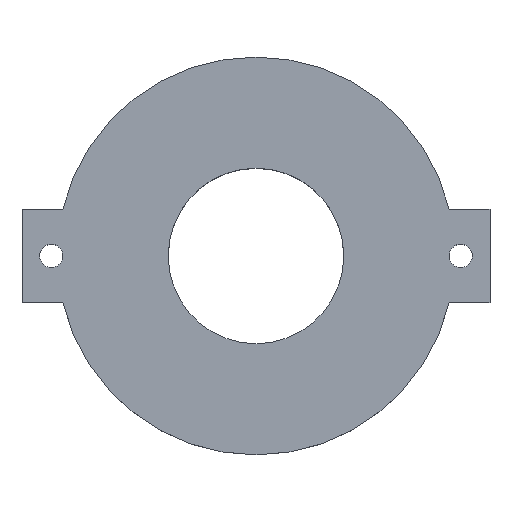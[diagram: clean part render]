
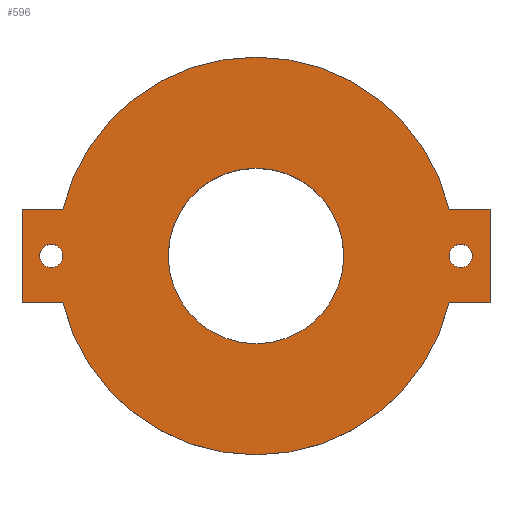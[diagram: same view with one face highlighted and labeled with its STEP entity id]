
A CAD part, top view. The second image highlights one B-rep face of the part: STEP entity #596.
In plain terms, the highlighted planar face has unit normal (0, 0, 1).
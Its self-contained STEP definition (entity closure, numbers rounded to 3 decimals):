
#7 = DIRECTION ( 'NONE',  ( 0., 0., 1. ) ) ;
#10 = CARTESIAN_POINT ( 'NONE',  ( -20., 4., 9. ) ) ;
#11 = AXIS2_PLACEMENT_3D ( 'NONE', #95, #86, #466 ) ;
#16 = CARTESIAN_POINT ( 'NONE',  ( -16.5, 0., 9. ) ) ;
#18 = EDGE_CURVE ( 'NONE', #559, #538, #284, .T. ) ;
#23 = ORIENTED_EDGE ( 'NONE', *, *, #586, .T. ) ;
#24 = PLANE ( 'NONE',  #617 ) ;
#29 = CARTESIAN_POINT ( 'NONE',  ( 0., 0., 9. ) ) ;
#35 = EDGE_LOOP ( 'NONE', ( #516, #405 ) ) ;
#41 = DIRECTION ( 'NONE',  ( 0., 1., 0. ) ) ;
#45 = ORIENTED_EDGE ( 'NONE', *, *, #185, .T. ) ;
#65 = VERTEX_POINT ( 'NONE', #16 ) ;
#66 = FACE_BOUND ( 'NONE', #304, .T. ) ;
#86 = DIRECTION ( 'NONE',  ( 0., 0., 1. ) ) ;
#87 = VECTOR ( 'NONE', #235, 1000. ) ;
#95 = CARTESIAN_POINT ( 'NONE',  ( 0., 0., 9. ) ) ;
#100 = EDGE_CURVE ( 'NONE', #669, #570, #231, .T. ) ;
#103 = VECTOR ( 'NONE', #300, 1000. ) ;
#114 = AXIS2_PLACEMENT_3D ( 'NONE', #200, #407, #618 ) ;
#124 = CARTESIAN_POINT ( 'NONE',  ( 18.5, 0., 9. ) ) ;
#125 = CIRCLE ( 'NONE', #199, 1. ) ;
#130 = EDGE_CURVE ( 'NONE', #509, #168, #494, .T. ) ;
#133 = CARTESIAN_POINT ( 'NONE',  ( -16.523, 4., 9. ) ) ;
#136 = AXIS2_PLACEMENT_3D ( 'NONE', #548, #653, #390 ) ;
#144 = EDGE_CURVE ( 'NONE', #570, #669, #125, .T. ) ;
#145 = LINE ( 'NONE', #561, #103 ) ;
#152 = CARTESIAN_POINT ( 'NONE',  ( 7.5, 0., 9. ) ) ;
#153 = EDGE_CURVE ( 'NONE', #512, #538, #484, .T. ) ;
#157 = DIRECTION ( 'NONE',  ( 1., 0., 0. ) ) ;
#161 = ORIENTED_EDGE ( 'NONE', *, *, #100, .F. ) ;
#166 = CARTESIAN_POINT ( 'NONE',  ( -20., -4., 9. ) ) ;
#168 = VERTEX_POINT ( 'NONE', #664 ) ;
#184 = CARTESIAN_POINT ( 'NONE',  ( 0., 4., 9. ) ) ;
#185 = EDGE_CURVE ( 'NONE', #383, #541, #557, .T. ) ;
#192 = CARTESIAN_POINT ( 'NONE',  ( -18.5, 0., 9. ) ) ;
#197 = ORIENTED_EDGE ( 'NONE', *, *, #513, .F. ) ;
#199 = AXIS2_PLACEMENT_3D ( 'NONE', #254, #244, #416 ) ;
#200 = CARTESIAN_POINT ( 'NONE',  ( -17.5, 0., 9. ) ) ;
#207 = CARTESIAN_POINT ( 'NONE',  ( 17.5, 0., 9. ) ) ;
#210 = VERTEX_POINT ( 'NONE', #241 ) ;
#220 = AXIS2_PLACEMENT_3D ( 'NONE', #532, #420, #261 ) ;
#231 = CIRCLE ( 'NONE', #441, 1. ) ;
#235 = DIRECTION ( 'NONE',  ( 1., 0., 0. ) ) ;
#241 = CARTESIAN_POINT ( 'NONE',  ( 16.523, -4., 9. ) ) ;
#243 = VERTEX_POINT ( 'NONE', #192 ) ;
#244 = DIRECTION ( 'NONE',  ( 0., 0., 1. ) ) ;
#250 = EDGE_CURVE ( 'NONE', #243, #65, #675, .T. ) ;
#251 = ORIENTED_EDGE ( 'NONE', *, *, #250, .T. ) ;
#254 = CARTESIAN_POINT ( 'NONE',  ( 17.5, 0., 9. ) ) ;
#261 = DIRECTION ( 'NONE',  ( -1., 0., 0. ) ) ;
#266 = EDGE_LOOP ( 'NONE', ( #161, #328 ) ) ;
#284 = LINE ( 'NONE', #491, #87 ) ;
#286 = CIRCLE ( 'NONE', #374, 7.5 ) ;
#297 = DIRECTION ( 'NONE',  ( 1., 0., 0. ) ) ;
#298 = CARTESIAN_POINT ( 'NONE',  ( 16.5, 0., 9. ) ) ;
#300 = DIRECTION ( 'NONE',  ( -1., 0., 0. ) ) ;
#302 = DIRECTION ( 'NONE',  ( -1., 0., 0. ) ) ;
#304 = EDGE_LOOP ( 'NONE', ( #251, #362 ) ) ;
#306 = ORIENTED_EDGE ( 'NONE', *, *, #556, .T. ) ;
#308 = ORIENTED_EDGE ( 'NONE', *, *, #18, .F. ) ;
#311 = VERTEX_POINT ( 'NONE', #470 ) ;
#328 = ORIENTED_EDGE ( 'NONE', *, *, #144, .F. ) ;
#329 = FACE_OUTER_BOUND ( 'NONE', #337, .T. ) ;
#331 = DIRECTION ( 'NONE',  ( 1., 0., 0. ) ) ;
#335 = CARTESIAN_POINT ( 'NONE',  ( 20., 0., 9. ) ) ;
#337 = EDGE_LOOP ( 'NONE', ( #23, #197, #438, #306, #400, #308, #609, #45 ) ) ;
#346 = DIRECTION ( 'NONE',  ( 0., 0., 1. ) ) ;
#359 = CARTESIAN_POINT ( 'NONE',  ( 16.523, 4., 9. ) ) ;
#362 = ORIENTED_EDGE ( 'NONE', *, *, #372, .T. ) ;
#372 = EDGE_CURVE ( 'NONE', #65, #243, #517, .T. ) ;
#374 = AXIS2_PLACEMENT_3D ( 'NONE', #526, #7, #537 ) ;
#378 = CARTESIAN_POINT ( 'NONE',  ( 20., -4., 9. ) ) ;
#380 = DIRECTION ( 'NONE',  ( 0., 1., 0. ) ) ;
#383 = VERTEX_POINT ( 'NONE', #166 ) ;
#390 = DIRECTION ( 'NONE',  ( 1., 0., 0. ) ) ;
#393 = EDGE_CURVE ( 'NONE', #168, #509, #286, .T. ) ;
#400 = ORIENTED_EDGE ( 'NONE', *, *, #153, .T. ) ;
#405 = ORIENTED_EDGE ( 'NONE', *, *, #130, .F. ) ;
#407 = DIRECTION ( 'NONE',  ( 0., 0., -1. ) ) ;
#416 = DIRECTION ( 'NONE',  ( -1., 0., 0. ) ) ;
#420 = DIRECTION ( 'NONE',  ( 0., 0., -1. ) ) ;
#422 = VERTEX_POINT ( 'NONE', #378 ) ;
#433 = FACE_BOUND ( 'NONE', #35, .T. ) ;
#438 = ORIENTED_EDGE ( 'NONE', *, *, #565, .T. ) ;
#439 = LINE ( 'NONE', #335, #531 ) ;
#441 = AXIS2_PLACEMENT_3D ( 'NONE', #207, #452, #302 ) ;
#442 = DIRECTION ( 'NONE',  ( -1., 0., 0. ) ) ;
#444 = FACE_BOUND ( 'NONE', #266, .T. ) ;
#452 = DIRECTION ( 'NONE',  ( 0., 0., 1. ) ) ;
#461 = VECTOR ( 'NONE', #442, 1000. ) ;
#464 = EDGE_CURVE ( 'NONE', #383, #559, #624, .T. ) ;
#466 = DIRECTION ( 'NONE',  ( 1., 0., 0. ) ) ;
#470 = CARTESIAN_POINT ( 'NONE',  ( 20., 4., 9. ) ) ;
#482 = LINE ( 'NONE', #184, #461 ) ;
#484 = CIRCLE ( 'NONE', #11, 17. ) ;
#489 = CARTESIAN_POINT ( 'NONE',  ( 0., 0., 9. ) ) ;
#491 = CARTESIAN_POINT ( 'NONE',  ( 0., 4., 9. ) ) ;
#494 = CIRCLE ( 'NONE', #667, 7.5 ) ;
#495 = CARTESIAN_POINT ( 'NONE',  ( -16.523, -4., 9. ) ) ;
#509 = VERTEX_POINT ( 'NONE', #152 ) ;
#512 = VERTEX_POINT ( 'NONE', #359 ) ;
#513 = EDGE_CURVE ( 'NONE', #422, #210, #145, .T. ) ;
#516 = ORIENTED_EDGE ( 'NONE', *, *, #393, .F. ) ;
#517 = CIRCLE ( 'NONE', #220, 1. ) ;
#526 = CARTESIAN_POINT ( 'NONE',  ( 0., 0., 9. ) ) ;
#531 = VECTOR ( 'NONE', #380, 1000. ) ;
#532 = CARTESIAN_POINT ( 'NONE',  ( -17.5, 0., 9. ) ) ;
#537 = DIRECTION ( 'NONE',  ( 1., 0., 0. ) ) ;
#538 = VERTEX_POINT ( 'NONE', #133 ) ;
#541 = VERTEX_POINT ( 'NONE', #495 ) ;
#548 = CARTESIAN_POINT ( 'NONE',  ( 0., 0., 9. ) ) ;
#556 = EDGE_CURVE ( 'NONE', #311, #512, #482, .T. ) ;
#557 = LINE ( 'NONE', #660, #615 ) ;
#559 = VERTEX_POINT ( 'NONE', #10 ) ;
#561 = CARTESIAN_POINT ( 'NONE',  ( 0., -4., 9. ) ) ;
#565 = EDGE_CURVE ( 'NONE', #422, #311, #439, .T. ) ;
#570 = VERTEX_POINT ( 'NONE', #124 ) ;
#573 = CIRCLE ( 'NONE', #136, 17. ) ;
#583 = VECTOR ( 'NONE', #41, 1000. ) ;
#586 = EDGE_CURVE ( 'NONE', #541, #210, #573, .T. ) ;
#595 = DIRECTION ( 'NONE',  ( 0., 0., 1. ) ) ;
#596 = ADVANCED_FACE ( 'NONE', ( #66, #329, #433, #444 ), #24, .T. ) ;
#609 = ORIENTED_EDGE ( 'NONE', *, *, #464, .F. ) ;
#615 = VECTOR ( 'NONE', #297, 1000. ) ;
#617 = AXIS2_PLACEMENT_3D ( 'NONE', #489, #595, #331 ) ;
#618 = DIRECTION ( 'NONE',  ( -1., 0., 0. ) ) ;
#624 = LINE ( 'NONE', #659, #583 ) ;
#653 = DIRECTION ( 'NONE',  ( 0., 0., 1. ) ) ;
#659 = CARTESIAN_POINT ( 'NONE',  ( -20., 0., 9. ) ) ;
#660 = CARTESIAN_POINT ( 'NONE',  ( 0., -4., 9. ) ) ;
#664 = CARTESIAN_POINT ( 'NONE',  ( -7.5, 0., 9. ) ) ;
#667 = AXIS2_PLACEMENT_3D ( 'NONE', #29, #346, #157 ) ;
#669 = VERTEX_POINT ( 'NONE', #298 ) ;
#675 = CIRCLE ( 'NONE', #114, 1. ) ;
